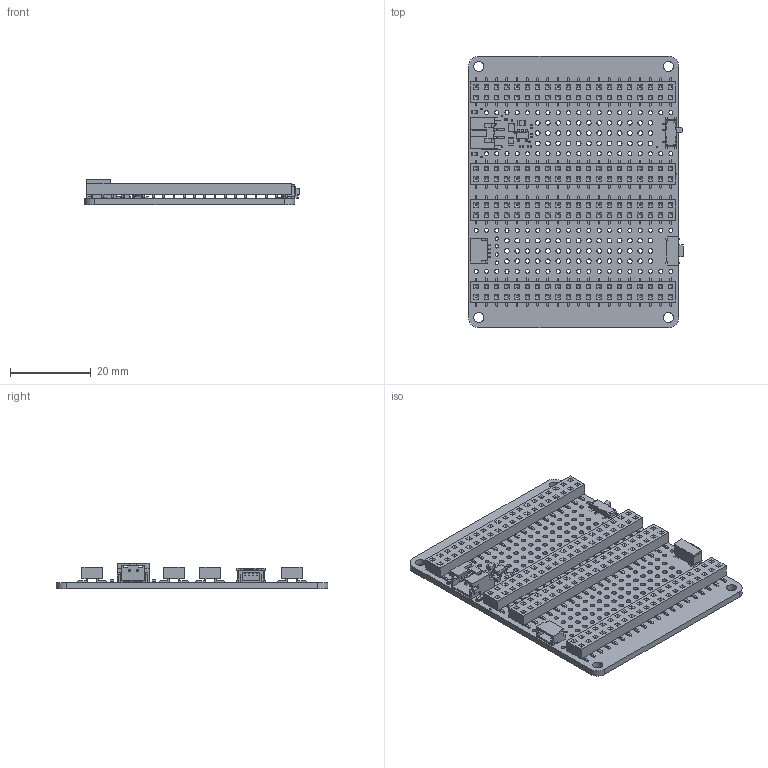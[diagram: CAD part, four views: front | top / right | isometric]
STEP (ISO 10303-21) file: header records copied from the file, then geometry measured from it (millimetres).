
FILE_DESCRIPTION(/* description */ (''),/* implementation_level */ '2;1');
FILE_NAME(/* name */ 'PCB Component.step',/* time_stamp */ '2024-03-20T13:48:44-04:00',/* author */ (''),/* organization */ (''),/* preprocessor_version */ 'ST-DEVELOPER v20',/* originating_system */ 'Autodesk Translation Framework v12.20.1.177',/* authorisation */ '');
FILE_SCHEMA (('AUTOMOTIVE_DESIGN { 1 0 10303 214 3 1 1 }'));
Products named in the file (13): PCB Component; Board; STEMMA_I2C_QT; RA Tact; SPDT_RA; MCP73831T-2ACI/OT; GREEN; 22K; 10uF; JST_2PH; DMG3415UFY; 2X20 SMT Female Header v1; 2X20 SMT Female Header v1(Mirror)
Assembly tree (20 placements, depth 2):
  PCB Component
    Board
    STEMMA_I2C_QT
    RA Tact
    SPDT_RA
    MCP73831T-2ACI/OT
    GREEN  x2
    22K  x5
    10uF  x2
    JST_2PH
    DMG3415UFY
    2X20 SMT Female Header v1  x2
    2X20 SMT Female Header v1(Mirror)  x2
Bounding box: 53.26 x 67.31 x 6.37 mm (x, y, z)
Volume: 8242.9 mm3; surface area: 14488.8 mm2
Topology: 205 solids, 205 shells, 4527 faces, 10974 edges, 6864 vertices
Faces by surface type: plane 3948, cylinder 569, bspline 8, cone 2
Full cylindrical faces by diameter (mm): 0.15 x1, 0.4 x15, 0.8 x4, 0.85 x4, 0.9 x162, 1 x80, 1.143 x81, 2 x8, 2.5 x4
Entity records: 81036 total; most frequent: CARTESIAN_POINT 13700, ORIENTED_EDGE 13382, DIRECTION 13101, EDGE_CURVE 6691, LINE 5711, VECTOR 5711, VERTEX_POINT 4222, AXIS2_PLACEMENT_3D 3695
